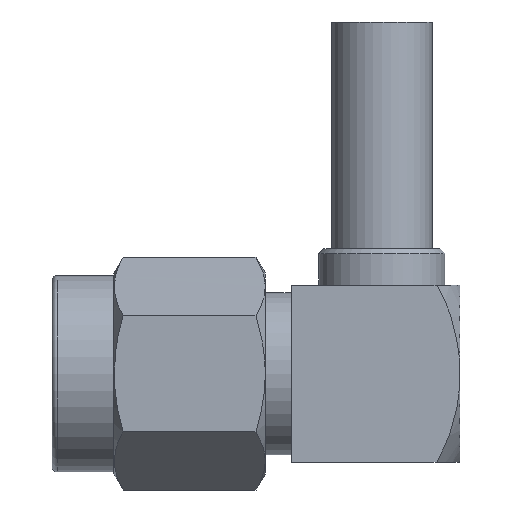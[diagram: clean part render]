
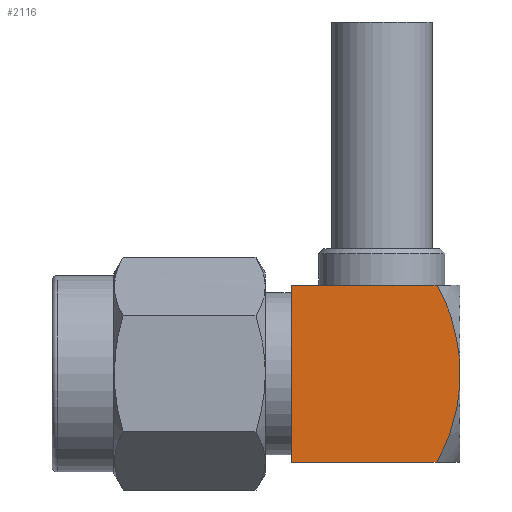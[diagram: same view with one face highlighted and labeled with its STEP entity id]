
A CAD part, left-side view. The second image highlights one B-rep face of the part: STEP entity #2116.
In plain terms, the highlighted planar face has unit normal (-1, 0, 0).
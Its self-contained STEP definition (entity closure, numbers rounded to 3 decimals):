
#228=DIRECTION('',(0.,0.,-1.));
#229=VECTOR('',#228,7.04);
#230=CARTESIAN_POINT('',(-3.52,-1.4,0.29));
#231=LINE('',#230,#229);
#244=DIRECTION('',(0.,1.,0.));
#245=VECTOR('',#244,5.79);
#246=CARTESIAN_POINT('',(-3.52,-7.19,0.29));
#247=LINE('',#246,#245);
#248=CARTESIAN_POINT('',(-3.52,-8.1,-3.23));
#249=CARTESIAN_POINT('',(-3.52,-8.1,-3.053));
#250=CARTESIAN_POINT('',(-3.52,-8.088,-2.707));
#251=CARTESIAN_POINT('',(-3.52,-8.035,-2.204));
#252=CARTESIAN_POINT('',(-3.52,-7.957,-1.749));
#253=CARTESIAN_POINT('',(-3.52,-7.857,-1.321));
#254=CARTESIAN_POINT('',(-3.52,-7.731,-0.904));
#255=CARTESIAN_POINT('',(-3.52,-7.578,-0.494));
#256=CARTESIAN_POINT('',(-3.52,-7.399,-0.094));
#257=CARTESIAN_POINT('',(-3.52,-7.263,0.164));
#258=CARTESIAN_POINT('',(-3.52,-7.19,0.29));
#260=CARTESIAN_POINT('',(-3.52,-7.19,-6.75));
#261=CARTESIAN_POINT('',(-3.52,-7.263,-6.623));
#262=CARTESIAN_POINT('',(-3.52,-7.399,-6.366));
#263=CARTESIAN_POINT('',(-3.52,-7.579,-5.965));
#264=CARTESIAN_POINT('',(-3.52,-7.732,-5.554));
#265=CARTESIAN_POINT('',(-3.52,-7.857,-5.136));
#266=CARTESIAN_POINT('',(-3.52,-7.958,-4.708));
#267=CARTESIAN_POINT('',(-3.52,-8.036,-4.253));
#268=CARTESIAN_POINT('',(-3.52,-8.088,-3.751));
#269=CARTESIAN_POINT('',(-3.52,-8.1,-3.407));
#270=CARTESIAN_POINT('',(-3.52,-8.1,-3.23));
#344=DIRECTION('',(0.,1.,0.));
#345=VECTOR('',#344,5.79);
#346=CARTESIAN_POINT('',(-3.52,-7.19,-6.75));
#347=LINE('',#346,#345);
#1562=CARTESIAN_POINT('',(-3.52,-1.4,0.29));
#1563=CARTESIAN_POINT('',(-3.52,-1.4,-6.75));
#1564=VERTEX_POINT('',#1562);
#1565=VERTEX_POINT('',#1563);
#1574=CARTESIAN_POINT('',(-3.52,-7.19,0.29));
#1575=VERTEX_POINT('',#1574);
#1576=CARTESIAN_POINT('',(-3.52,-7.19,-6.75));
#1577=VERTEX_POINT('',#1576);
#1628=VERTEX_POINT('',#270);
#2100=CARTESIAN_POINT('',(-3.52,-8.1,0.29));
#2101=DIRECTION('',(-1.,0.,0.));
#2102=DIRECTION('',(0.,0.,-1.));
#2103=AXIS2_PLACEMENT_3D('',#2100,#2101,#2102);
#2104=PLANE('',#2103);
#2106=ORIENTED_EDGE('',*,*,#2105,.F.);
#2108=ORIENTED_EDGE('',*,*,#2107,.F.);
#2110=ORIENTED_EDGE('',*,*,#2109,.F.);
#2112=ORIENTED_EDGE('',*,*,#2111,.T.);
#2113=ORIENTED_EDGE('',*,*,#2085,.F.);
#2114=EDGE_LOOP('',(#2106,#2108,#2110,#2112,#2113));
#2115=FACE_OUTER_BOUND('',#2114,.F.);
#259=B_SPLINE_CURVE_WITH_KNOTS('',3,(#248,#249,#250,#251,#252,#253,#254,#255,
#256,#257,#258),.UNSPECIFIED.,.F.,.F.,(4,1,1,1,1,1,1,1,4),(0.,0.125,0.25,
0.375,0.5,0.625,0.75,0.875,1.),.UNSPECIFIED.);
#271=B_SPLINE_CURVE_WITH_KNOTS('',3,(#260,#261,#262,#263,#264,#265,#266,#267,
#268,#269,#270),.UNSPECIFIED.,.F.,.F.,(4,1,1,1,1,1,1,1,4),(0.,0.125,0.25,
0.375,0.5,0.625,0.75,0.875,1.),.UNSPECIFIED.);
#2085=EDGE_CURVE('',#1564,#1565,#231,.T.);
#2105=EDGE_CURVE('',#1575,#1564,#247,.T.);
#2107=EDGE_CURVE('',#1628,#1575,#259,.T.);
#2109=EDGE_CURVE('',#1577,#1628,#271,.T.);
#2111=EDGE_CURVE('',#1577,#1565,#347,.T.);
#2116=ADVANCED_FACE('',(#2115),#2104,.T.);
